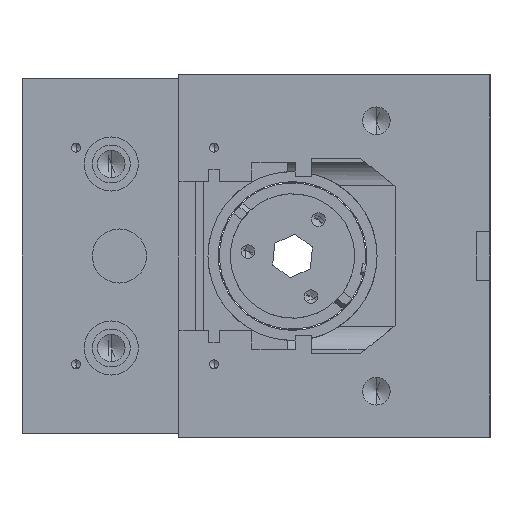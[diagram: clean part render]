
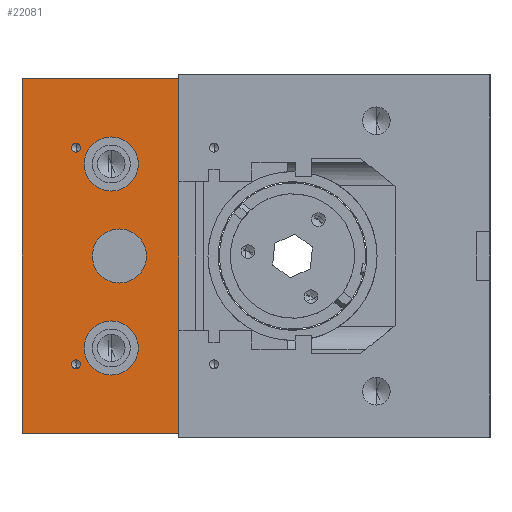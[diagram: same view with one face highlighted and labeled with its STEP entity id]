
A CAD part, left-side view. The second image highlights one B-rep face of the part: STEP entity #22081.
In plain terms, the highlighted face is planar.
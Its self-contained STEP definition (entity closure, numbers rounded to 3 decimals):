
#13441 = VECTOR ( 'NONE', #13685, 1000. ) ;
#13442 = CARTESIAN_POINT ( 'NONE',  ( 65.5, -29., 20. ) ) ;
#13462 = LINE ( 'NONE', #13442, #13441 ) ;
#13685 = DIRECTION ( 'NONE',  ( 0., 1., 0. ) ) ;
#14052 = CARTESIAN_POINT ( 'NONE',  ( -41.65, 9., 20. ) ) ;
#14072 = CARTESIAN_POINT ( 'NONE',  ( 41.65, 9., 20. ) ) ;
#14096 = DIRECTION ( 'NONE',  ( 0., 0., 1. ) ) ;
#14097 = CARTESIAN_POINT ( 'NONE',  ( -40., 9., 20. ) ) ;
#14099 = CARTESIAN_POINT ( 'NONE',  ( 40., 9., 20. ) ) ;
#14106 = CIRCLE ( 'NONE', #14110, 1.65 ) ;
#14110 = AXIS2_PLACEMENT_3D ( 'NONE', #14097, #14096, #14155 ) ;
#14113 = CARTESIAN_POINT ( 'NONE',  ( -38.35, 9., 20. ) ) ;
#14121 = CARTESIAN_POINT ( 'NONE',  ( 24., -4., 20. ) ) ;
#14129 = CARTESIAN_POINT ( 'NONE',  ( 34., -4., 20. ) ) ;
#14130 = CARTESIAN_POINT ( 'NONE',  ( 0., -7., 20. ) ) ;
#14131 = CIRCLE ( 'NONE', #14176, 10. ) ;
#14135 = CIRCLE ( 'NONE', #14173, 10. ) ;
#14155 = DIRECTION ( 'NONE',  ( 1., 0., 0. ) ) ;
#14162 = CARTESIAN_POINT ( 'NONE',  ( -65.5, -29., 20. ) ) ;
#14163 = CIRCLE ( 'NONE', #14164, 1.65 ) ;
#14164 = AXIS2_PLACEMENT_3D ( 'NONE', #14099, #14183, #14182 ) ;
#14169 = DIRECTION ( 'NONE',  ( 1., 0., 0. ) ) ;
#14170 = DIRECTION ( 'NONE',  ( 0., 0., 1. ) ) ;
#14173 = AXIS2_PLACEMENT_3D ( 'NONE', #14130, #14170, #14169 ) ;
#14174 = DIRECTION ( 'NONE',  ( 1., 0., 0. ) ) ;
#14175 = DIRECTION ( 'NONE',  ( 0., 0., 1. ) ) ;
#14176 = AXIS2_PLACEMENT_3D ( 'NONE', #14129, #14175, #14174 ) ;
#14182 = DIRECTION ( 'NONE',  ( 1., 0., 0. ) ) ;
#14183 = DIRECTION ( 'NONE',  ( 0., 0., 1. ) ) ;
#14264 = CARTESIAN_POINT ( 'NONE',  ( 38.35, 9., 20. ) ) ;
#14281 = CARTESIAN_POINT ( 'NONE',  ( -44., -4., 20. ) ) ;
#14371 = CARTESIAN_POINT ( 'NONE',  ( 44., -4., 20. ) ) ;
#14400 = CARTESIAN_POINT ( 'NONE',  ( 10., -7., 20. ) ) ;
#14401 = CARTESIAN_POINT ( 'NONE',  ( -10., -7., 20. ) ) ;
#14462 = DIRECTION ( 'NONE',  ( 1., 0., 0. ) ) ;
#14463 = DIRECTION ( 'NONE',  ( 0., 0., 1. ) ) ;
#14464 = CARTESIAN_POINT ( 'NONE',  ( -34., -4., 20. ) ) ;
#14473 = CIRCLE ( 'NONE', #14478, 10. ) ;
#14477 = CARTESIAN_POINT ( 'NONE',  ( -24., -4., 20. ) ) ;
#14478 = AXIS2_PLACEMENT_3D ( 'NONE', #14464, #14463, #14462 ) ;
#14484 = AXIS2_PLACEMENT_3D ( 'NONE', #14535, #14534, #14533 ) ;
#14487 = AXIS2_PLACEMENT_3D ( 'NONE', #14492, #14542, #14541 ) ;
#14490 = DIRECTION ( 'NONE',  ( -1., 0., 0. ) ) ;
#14491 = CIRCLE ( 'NONE', #14484, 1.65 ) ;
#14492 = CARTESIAN_POINT ( 'NONE',  ( -40., 9., 20. ) ) ;
#14494 = DIRECTION ( 'NONE',  ( 0., 0., -1. ) ) ;
#14495 = CIRCLE ( 'NONE', #14487, 1.65 ) ;
#14497 = FACE_BOUND ( 'NONE', #22068, .T. ) ;
#14498 = CARTESIAN_POINT ( 'NONE',  ( 65.5, 29., 20. ) ) ;
#14499 = FACE_OUTER_BOUND ( 'NONE', #22140, .T. ) ;
#14500 = FACE_BOUND ( 'NONE', #22148, .T. ) ;
#14501 = DIRECTION ( 'NONE',  ( -1., 0., 0. ) ) ;
#14502 = VECTOR ( 'NONE', #14501, 1000. ) ;
#14503 = CARTESIAN_POINT ( 'NONE',  ( -65.5, 29., 20. ) ) ;
#14504 = LINE ( 'NONE', #14503, #14502 ) ;
#14505 = FACE_BOUND ( 'NONE', #19640, .T. ) ;
#14506 = FACE_BOUND ( 'NONE', #20886, .T. ) ;
#14507 = PLANE ( 'NONE',  #14509 ) ;
#14508 = FACE_BOUND ( 'NONE', #22085, .T. ) ;
#14509 = AXIS2_PLACEMENT_3D ( 'NONE', #14498, #14494, #14490 ) ;
#14533 = DIRECTION ( 'NONE',  ( 1., 0., 0. ) ) ;
#14534 = DIRECTION ( 'NONE',  ( 0., 0., 1. ) ) ;
#14535 = CARTESIAN_POINT ( 'NONE',  ( 40., 9., 20. ) ) ;
#14541 = DIRECTION ( 'NONE',  ( 1., 0., 0. ) ) ;
#14542 = DIRECTION ( 'NONE',  ( 0., 0., 1. ) ) ;
#14546 = CARTESIAN_POINT ( 'NONE',  ( 34., -4., 20. ) ) ;
#14565 = DIRECTION ( 'NONE',  ( 0., -1., 0. ) ) ;
#14566 = VECTOR ( 'NONE', #14565, 1000. ) ;
#14567 = DIRECTION ( 'NONE',  ( 1., 0., 0. ) ) ;
#14568 = VECTOR ( 'NONE', #14567, 1000. ) ;
#14569 = CARTESIAN_POINT ( 'NONE',  ( -65.5, -29., 20. ) ) ;
#14570 = LINE ( 'NONE', #14569, #14568 ) ;
#14577 = CARTESIAN_POINT ( 'NONE',  ( -65.5, -29., 20. ) ) ;
#14578 = LINE ( 'NONE', #14577, #14566 ) ;
#14587 = DIRECTION ( 'NONE',  ( 1., 0., 0. ) ) ;
#14588 = DIRECTION ( 'NONE',  ( 0., 0., 1. ) ) ;
#14589 = CARTESIAN_POINT ( 'NONE',  ( -34., -4., 20. ) ) ;
#14590 = AXIS2_PLACEMENT_3D ( 'NONE', #14589, #14588, #14587 ) ;
#14606 = DIRECTION ( 'NONE',  ( 1., 0., 0. ) ) ;
#14607 = AXIS2_PLACEMENT_3D ( 'NONE', #14546, #14613, #14606 ) ;
#14608 = CARTESIAN_POINT ( 'NONE',  ( 65.5, 29., 20. ) ) ;
#14611 = CIRCLE ( 'NONE', #14607, 10. ) ;
#14612 = CARTESIAN_POINT ( 'NONE',  ( 65.5, -29., 20. ) ) ;
#14613 = DIRECTION ( 'NONE',  ( 0., 0., 1. ) ) ;
#14620 = CARTESIAN_POINT ( 'NONE',  ( -65.5, 29., 20. ) ) ;
#14623 = CIRCLE ( 'NONE', #14590, 10. ) ;
#14671 = CIRCLE ( 'NONE', #14739, 10. ) ;
#14676 = CARTESIAN_POINT ( 'NONE',  ( 0., -7., 20. ) ) ;
#14737 = DIRECTION ( 'NONE',  ( 1., 0., 0. ) ) ;
#14738 = DIRECTION ( 'NONE',  ( 0., 0., 1. ) ) ;
#14739 = AXIS2_PLACEMENT_3D ( 'NONE', #14676, #14738, #14737 ) ;
#19640 = EDGE_LOOP ( 'NONE', ( #22094, #20100 ) ) ;
#20100 = ORIENTED_EDGE ( 'NONE', *, *, #21913, .F. ) ;
#20741 = ORIENTED_EDGE ( 'NONE', *, *, #21946, .F. ) ;
#20886 = EDGE_LOOP ( 'NONE', ( #22132, #22145 ) ) ;
#21867 = VERTEX_POINT ( 'NONE', #14052 ) ;
#21903 = VERTEX_POINT ( 'NONE', #14072 ) ;
#21904 = VERTEX_POINT ( 'NONE', #14121 ) ;
#21912 = VERTEX_POINT ( 'NONE', #14113 ) ;
#21913 = EDGE_CURVE ( 'NONE', #21867, #21912, #14106, .T. ) ;
#21937 = EDGE_CURVE ( 'NONE', #21904, #22013, #14131, .T. ) ;
#21938 = EDGE_CURVE ( 'NONE', #22028, #22029, #14135, .T. ) ;
#21946 = EDGE_CURVE ( 'NONE', #21968, #21903, #14163, .T. ) ;
#21968 = VERTEX_POINT ( 'NONE', #14264 ) ;
#21989 = VERTEX_POINT ( 'NONE', #14281 ) ;
#22013 = VERTEX_POINT ( 'NONE', #14371 ) ;
#22021 = ORIENTED_EDGE ( 'NONE', *, *, #22086, .F. ) ;
#22028 = VERTEX_POINT ( 'NONE', #14401 ) ;
#22029 = VERTEX_POINT ( 'NONE', #14400 ) ;
#22055 = VERTEX_POINT ( 'NONE', #14477 ) ;
#22058 = EDGE_CURVE ( 'NONE', #21989, #22055, #14473, .T. ) ;
#22066 = ORIENTED_EDGE ( 'NONE', *, *, #22147, .F. ) ;
#22068 = EDGE_LOOP ( 'NONE', ( #22121, #22112 ) ) ;
#22071 = VERTEX_POINT ( 'NONE', #14162 ) ;
#22073 = EDGE_CURVE ( 'NONE', #22139, #22141, #13462, .T. ) ;
#22075 = EDGE_CURVE ( 'NONE', #22141, #22137, #14504, .T. ) ;
#22081 = ADVANCED_FACE ( 'NONE', ( #14505, #14508, #14506, #14500, #14499, #14497 ), #14507, .F. ) ;
#22084 = EDGE_CURVE ( 'NONE', #21912, #21867, #14495, .T. ) ;
#22085 = EDGE_LOOP ( 'NONE', ( #22021, #20741 ) ) ;
#22086 = EDGE_CURVE ( 'NONE', #21903, #21968, #14491, .T. ) ;
#22094 = ORIENTED_EDGE ( 'NONE', *, *, #22084, .F. ) ;
#22106 = ORIENTED_EDGE ( 'NONE', *, *, #22114, .T. ) ;
#22108 = ORIENTED_EDGE ( 'NONE', *, *, #22075, .T. ) ;
#22109 = EDGE_CURVE ( 'NONE', #22137, #22071, #14578, .T. ) ;
#22112 = ORIENTED_EDGE ( 'NONE', *, *, #22189, .F. ) ;
#22113 = ORIENTED_EDGE ( 'NONE', *, *, #22109, .T. ) ;
#22114 = EDGE_CURVE ( 'NONE', #22071, #22139, #14570, .T. ) ;
#22121 = ORIENTED_EDGE ( 'NONE', *, *, #21938, .F. ) ;
#22132 = ORIENTED_EDGE ( 'NONE', *, *, #22136, .F. ) ;
#22134 = ORIENTED_EDGE ( 'NONE', *, *, #22073, .T. ) ;
#22136 = EDGE_CURVE ( 'NONE', #22013, #21904, #14611, .T. ) ;
#22137 = VERTEX_POINT ( 'NONE', #14620 ) ;
#22139 = VERTEX_POINT ( 'NONE', #14612 ) ;
#22140 = EDGE_LOOP ( 'NONE', ( #22134, #22108, #22113, #22106 ) ) ;
#22141 = VERTEX_POINT ( 'NONE', #14608 ) ;
#22145 = ORIENTED_EDGE ( 'NONE', *, *, #21937, .F. ) ;
#22147 = EDGE_CURVE ( 'NONE', #22055, #21989, #14623, .T. ) ;
#22148 = EDGE_LOOP ( 'NONE', ( #22066, #22149 ) ) ;
#22149 = ORIENTED_EDGE ( 'NONE', *, *, #22058, .F. ) ;
#22189 = EDGE_CURVE ( 'NONE', #22029, #22028, #14671, .T. ) ;
